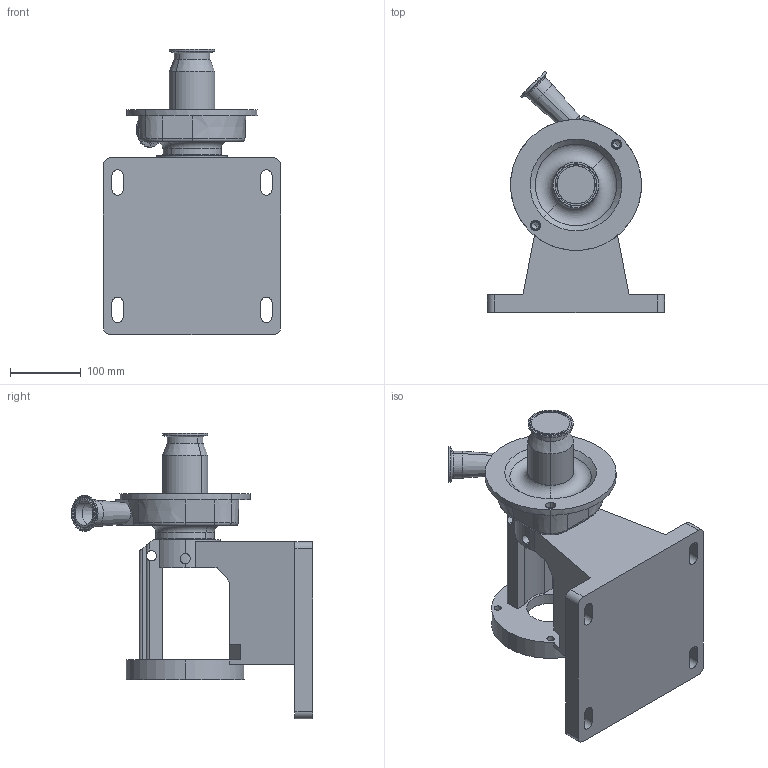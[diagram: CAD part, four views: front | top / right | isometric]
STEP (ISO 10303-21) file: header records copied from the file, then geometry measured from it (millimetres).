
FILE_DESCRIPTION (( 'STEP AP214' ), '1' );
FILE_NAME ('FP 710 140TC 45L.STEP', '2010-03-02T19:10:40', ( ' ' ), ( '' ), 'SwSTEP 2.0', 'SolidWorks 2010', '' );
FILE_SCHEMA (( 'AUTOMOTIVE_DESIGN' ));
Length unit declared in the file: millimetre
Products named in the file (2): FP 710 140TC 45L^1275000103; FP 710 140TC 45L
Assembly tree (1 placements, depth 2):
  FP 710 140TC 45L
    FP 710 140TC 45L^1275000103
Bounding box: 250 x 340.65 x 403 mm (x, y, z)
Volume: 5843107.2 mm3; surface area: 469885.5 mm2
Topology: 1 solids, 2 shells, 254 faces, 664 edges, 416 vertices
Faces by surface type: cylinder 105, plane 84, cone 40, torus 23, bspline 2
Entity records: 8721 total; most frequent: CARTESIAN_POINT 2179, DIRECTION 1451, ORIENTED_EDGE 1320, EDGE_CURVE 660, AXIS2_PLACEMENT_3D 560, VERTEX_POINT 416, VECTOR 331, LINE 331
